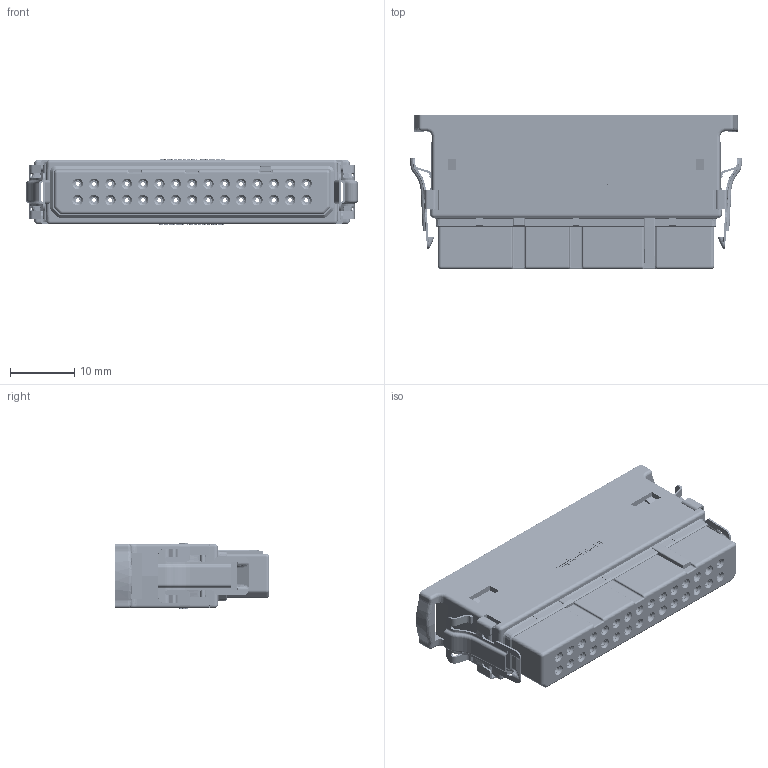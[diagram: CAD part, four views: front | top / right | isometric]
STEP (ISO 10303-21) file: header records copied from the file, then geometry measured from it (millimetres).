
FILE_DESCRIPTION((''),'2;1');
FILE_NAME('3563_6122_320_SW0001','2022-04-08T',('gilmer'),(''),'CREO PARAMETRIC BY PTC INC, 2018360','CREO PARAMETRIC BY PTC INC, 2018360','');
FILE_SCHEMA(('CONFIG_CONTROL_DESIGN'));
Products named in the file (1): 3563_6122_320_SW0001
Bounding box: 51.6 x 24.01 x 10.2 mm (x, y, z)
Volume: 6800.6 mm3; surface area: 12056.9 mm2
Topology: 1 solids, 1 shells, 5342 faces, 12934 edges, 7878 vertices
Faces by surface type: plane 1512, cylinder 1408, bspline 782, cone 618, extrusion 442, torus 386, sphere 194
Entity records: 187530 total; most frequent: CARTESIAN_POINT 70583, ORIENTED_EDGE 25868, DIRECTION 21810, EDGE_CURVE 12934, AXIS2_PLACEMENT_3D 8121, VERTEX_POINT 7878, EDGE_LOOP 5710, VECTOR 5568
